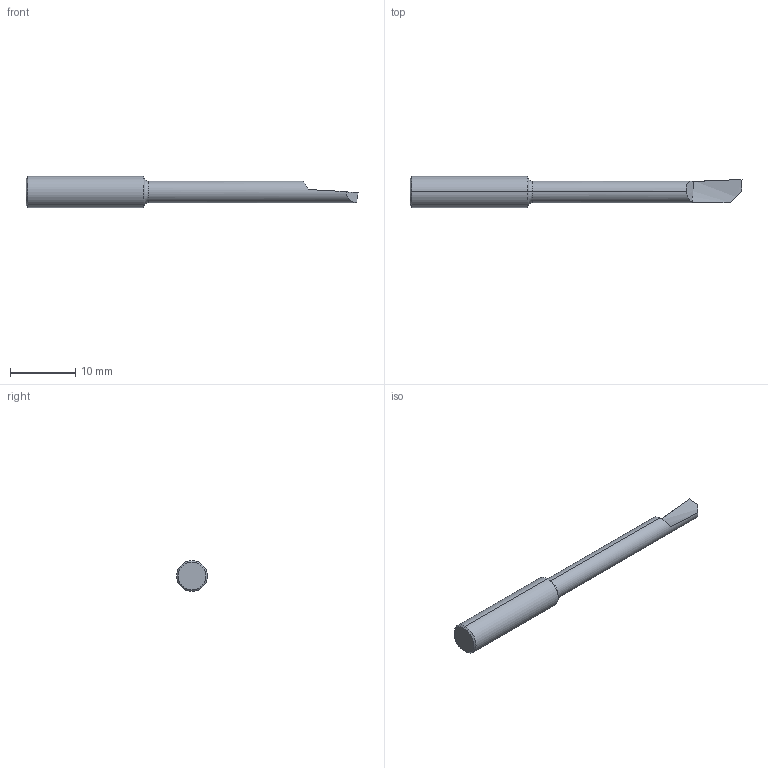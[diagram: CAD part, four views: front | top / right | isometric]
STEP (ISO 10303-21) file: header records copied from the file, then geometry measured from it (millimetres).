
FILE_DESCRIPTION (( 'STEP AP203' ), '1' );
FILE_NAME ('216354-HB1501250.STEP', '2024-08-05T18:48:39', ( '' ), ( '' ), 'SwSTEP 2.0', 'SolidWorks 2024', '' );
FILE_SCHEMA (( 'CONFIG_CONTROL_DESIGN' ));
Length unit declared in the file: inch
Products named in the file (1): 216354-HB1501250
Bounding box: 50.8 x 4.75 x 4.75 mm (x, y, z)
Volume: 560.3 mm3; surface area: 619.5 mm2
Topology: 1 solids, 1 shells, 20 faces, 47 edges, 30 vertices
Faces by surface type: plane 7, bspline 5, cylinder 4, torus 2, cone 2
Entity records: 748 total; most frequent: CARTESIAN_POINT 252, ORIENTED_EDGE 94, DIRECTION 75, EDGE_CURVE 47, AXIS2_PLACEMENT_3D 31, VERTEX_POINT 30, EDGE_LOOP 21, ADVANCED_FACE 20
